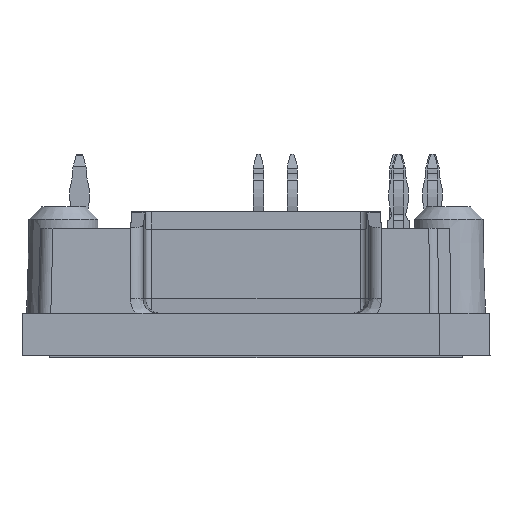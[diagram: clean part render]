
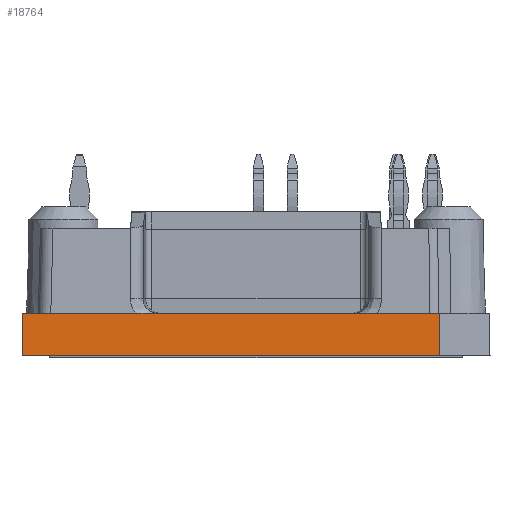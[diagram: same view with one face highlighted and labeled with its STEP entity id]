
A CAD part, left-side view. The second image highlights one B-rep face of the part: STEP entity #18764.
In plain terms, the highlighted planar face has unit normal (-1, 0, 0.018).
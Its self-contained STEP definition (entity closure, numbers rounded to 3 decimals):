
#1562=ORIENTED_EDGE('',*,*,#5480,.T.);
#1563=ORIENTED_EDGE('',*,*,#5481,.F.);
#1564=ORIENTED_EDGE('',*,*,#5478,.T.);
#1565=ORIENTED_EDGE('',*,*,#5431,.T.);
#5431=EDGE_CURVE('',#7327,#7331,#8665,.F.);
#5478=EDGE_CURVE('',#7372,#7327,#8704,.T.);
#5480=EDGE_CURVE('',#7331,#7373,#8706,.F.);
#5481=EDGE_CURVE('',#7372,#7373,#8707,.F.);
#7327=VERTEX_POINT('',#25762);
#7331=VERTEX_POINT('',#25770);
#7372=VERTEX_POINT('',#25866);
#7373=VERTEX_POINT('',#25870);
#8665=LINE('',#25771,#10097);
#8704=LINE('',#25865,#10136);
#8706=LINE('',#25869,#10138);
#8707=LINE('',#25871,#10139);
#10097=VECTOR('',#21600,1000.);
#10136=VECTOR('',#21669,1000.);
#10138=VECTOR('',#21673,1000.);
#10139=VECTOR('',#21674,1000.);
#11354=EDGE_LOOP('',(#1562,#1563,#1564,#1565));
#12194=FACE_BOUND('',#11354,.T.);
#12962=PLANE('',#19673);
#18764=ADVANCED_FACE('',(#12194),#12962,.T.);
#19673=AXIS2_PLACEMENT_3D('',#25868,#21671,#21672);
#21600=DIRECTION('',(0.,1.,0.));
#21669=DIRECTION('',(-0.017,0.017,-1.));
#21671=DIRECTION('',(-1.,0.,0.017));
#21672=DIRECTION('',(0.017,0.,1.));
#21673=DIRECTION('',(-0.017,-0.007,-1.));
#21674=DIRECTION('',(0.,1.,0.));
#25762=CARTESIAN_POINT('',(-41.,18.7,0.));
#25770=CARTESIAN_POINT('',(-41.,-14.7,0.));
#25771=CARTESIAN_POINT('',(-41.,0.,0.));
#25865=CARTESIAN_POINT('',(-40.994,18.694,0.326));
#25866=CARTESIAN_POINT('',(-40.941,18.641,3.4));
#25868=CARTESIAN_POINT('',(-41.,0.,0.));
#25869=CARTESIAN_POINT('',(-40.998,-14.699,0.134));
#25870=CARTESIAN_POINT('',(-40.941,-14.675,3.4));
#25871=CARTESIAN_POINT('',(-40.941,0.,3.4));
